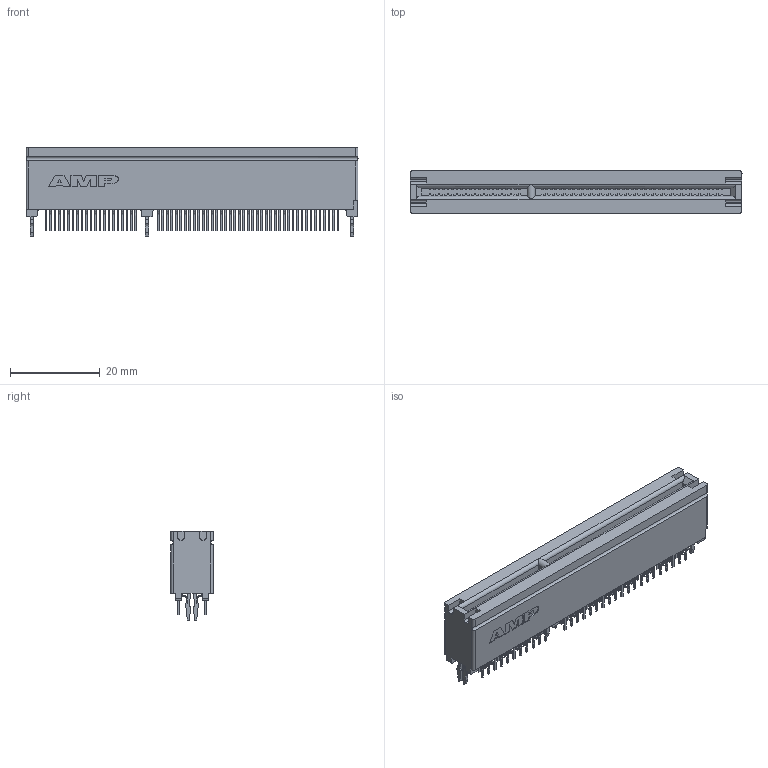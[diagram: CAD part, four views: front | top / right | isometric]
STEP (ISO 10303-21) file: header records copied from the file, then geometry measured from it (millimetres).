
FILE_DESCRIPTION((''),'2;1');
FILE_NAME('C-5145263-3','2011-08-19T',('workeradm'),('Tyco Electronics Ltd.'),'PRO/ENGINEER BY PARAMETRIC TECHNOLOGY CORPORATION, 2010430','PRO/ENGINEER BY PARAMETRIC TECHNOLOGY CORPORATION, 2010430','');
FILE_SCHEMA(('AUTOMOTIVE_DESIGN { 1 0 10303 214 1 1 1 1 }'));
Products named in the file (1): C-5145263-3
Bounding box: 73.87 x 9.4 x 19.97 mm (x, y, z)
Volume: 8373.6 mm3; surface area: 6487.5 mm2
Topology: 1 solids, 1 shells, 2219 faces, 6231 edges, 4152 vertices
Faces by surface type: plane 1407, cylinder 810, extrusion 2
Entity records: 72423 total; most frequent: CARTESIAN_POINT 12759, ORIENTED_EDGE 12462, DIRECTION 12249, EDGE_CURVE 6231, VECTOR 4611, LINE 4609, VERTEX_POINT 4152, AXIS2_PLACEMENT_3D 3819
